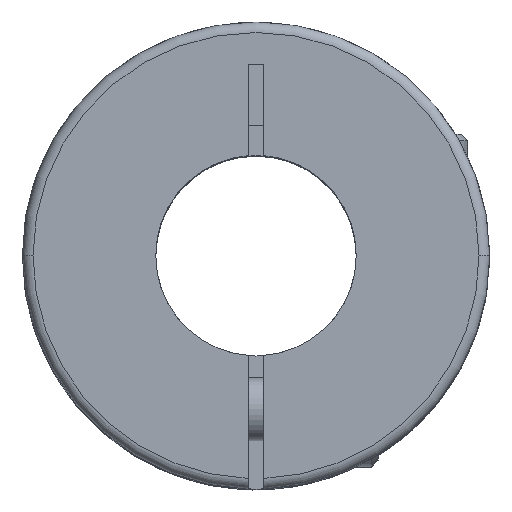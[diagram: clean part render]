
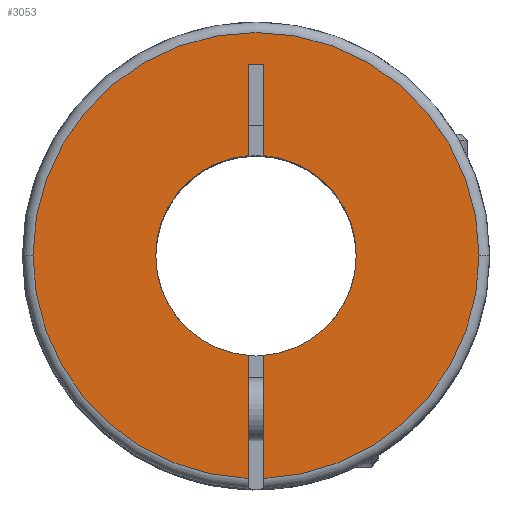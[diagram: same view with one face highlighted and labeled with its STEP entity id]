
A CAD part, top view. The second image highlights one B-rep face of the part: STEP entity #3053.
In plain terms, the highlighted planar face has unit normal (0, 0, 1).
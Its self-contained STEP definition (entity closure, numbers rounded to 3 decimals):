
#61 = CARTESIAN_POINT ( 'NONE',  ( -0.375, 9.1, 0. ) ) ;
#163 = DIRECTION ( 'NONE',  ( 0., -1., 0. ) ) ;
#168 = DIRECTION ( 'NONE',  ( 0., 1., 0. ) ) ;
#189 = DIRECTION ( 'NONE',  ( -1., 0., 0. ) ) ;
#223 = DIRECTION ( 'NONE',  ( 0., 1., 0. ) ) ;
#276 = EDGE_CURVE ( 'NONE', #896, #3557, #2208, .T. ) ;
#289 = DIRECTION ( 'NONE',  ( 0., 0., -1. ) ) ;
#307 = CIRCLE ( 'NONE', #1633, 4.763 ) ;
#332 = VERTEX_POINT ( 'NONE', #649 ) ;
#354 = ORIENTED_EDGE ( 'NONE', *, *, #2935, .F. ) ;
#398 = ORIENTED_EDGE ( 'NONE', *, *, #3598, .F. ) ;
#400 = CARTESIAN_POINT ( 'NONE',  ( -0.375, 9.1, 0. ) ) ;
#453 = EDGE_CURVE ( 'NONE', #2707, #2408, #1441, .T. ) ;
#504 = CARTESIAN_POINT ( 'NONE',  ( 0., 0., 0. ) ) ;
#564 = CARTESIAN_POINT ( 'NONE',  ( 0.375, 4.748, 0. ) ) ;
#610 = ORIENTED_EDGE ( 'NONE', *, *, #276, .F. ) ;
#649 = CARTESIAN_POINT ( 'NONE',  ( -0.375, -10.593, 0. ) ) ;
#745 = DIRECTION ( 'NONE',  ( -1., 0., 0. ) ) ;
#757 = EDGE_CURVE ( 'NONE', #332, #2969, #1881, .T. ) ;
#772 = DIRECTION ( 'NONE',  ( -1., 0., 0. ) ) ;
#816 = VERTEX_POINT ( 'NONE', #2470 ) ;
#826 = VERTEX_POINT ( 'NONE', #61 ) ;
#858 = CARTESIAN_POINT ( 'NONE',  ( 0.375, 9.1, 0. ) ) ;
#888 = CARTESIAN_POINT ( 'NONE',  ( -0.375, 9.1, 0. ) ) ;
#893 = VECTOR ( 'NONE', #3009, 1000. ) ;
#896 = VERTEX_POINT ( 'NONE', #1557 ) ;
#914 = DIRECTION ( 'NONE',  ( 0., -1., 0. ) ) ;
#1075 = CARTESIAN_POINT ( 'NONE',  ( 0.375, 9.1, 0. ) ) ;
#1118 = DIRECTION ( 'NONE',  ( 0., 0., -1. ) ) ;
#1152 = ORIENTED_EDGE ( 'NONE', *, *, #453, .T. ) ;
#1173 = EDGE_LOOP ( 'NONE', ( #3563, #398, #3402, #3413, #3832, #3848, #2029, #1152, #354, #610, #3367 ) ) ;
#1198 = DIRECTION ( 'NONE',  ( -1., 0., 0. ) ) ;
#1222 = DIRECTION ( 'NONE',  ( 0., 0., -1. ) ) ;
#1226 = EDGE_CURVE ( 'NONE', #2969, #896, #1303, .T. ) ;
#1303 = CIRCLE ( 'NONE', #1368, 10.6 ) ;
#1366 = DIRECTION ( 'NONE',  ( 0., 0., -1. ) ) ;
#1368 = AXIS2_PLACEMENT_3D ( 'NONE', #504, #289, #1493 ) ;
#1370 = CARTESIAN_POINT ( 'NONE',  ( -10.6, 0., 0. ) ) ;
#1441 = CIRCLE ( 'NONE', #2968, 4.763 ) ;
#1452 = EDGE_CURVE ( 'NONE', #3926, #826, #2522, .T. ) ;
#1484 = PLANE ( 'NONE',  #1778 ) ;
#1493 = DIRECTION ( 'NONE',  ( -1., 0., 0. ) ) ;
#1532 = CARTESIAN_POINT ( 'NONE',  ( 0., 0., 0. ) ) ;
#1557 = CARTESIAN_POINT ( 'NONE',  ( 10.6, 0., 0. ) ) ;
#1562 = EDGE_CURVE ( 'NONE', #2707, #3926, #2045, .T. ) ;
#1633 = AXIS2_PLACEMENT_3D ( 'NONE', #2889, #1118, #772 ) ;
#1650 = LINE ( 'NONE', #3122, #3876 ) ;
#1778 = AXIS2_PLACEMENT_3D ( 'NONE', #2694, #1222, #914 ) ;
#1881 = CIRCLE ( 'NONE', #2769, 10.6 ) ;
#2029 = ORIENTED_EDGE ( 'NONE', *, *, #1562, .F. ) ;
#2045 = LINE ( 'NONE', #2636, #2198 ) ;
#2073 = LINE ( 'NONE', #888, #893 ) ;
#2177 = VERTEX_POINT ( 'NONE', #2752 ) ;
#2198 = VECTOR ( 'NONE', #223, 1000. ) ;
#2208 = CIRCLE ( 'NONE', #3218, 10.6 ) ;
#2249 = CARTESIAN_POINT ( 'NONE',  ( 0., 0., 0. ) ) ;
#2310 = EDGE_CURVE ( 'NONE', #2177, #2710, #307, .T. ) ;
#2342 = CARTESIAN_POINT ( 'NONE',  ( -4.763, 0., 0. ) ) ;
#2346 = CIRCLE ( 'NONE', #3431, 4.763 ) ;
#2370 = DIRECTION ( 'NONE',  ( 0., 0., -1. ) ) ;
#2408 = VERTEX_POINT ( 'NONE', #2821 ) ;
#2470 = CARTESIAN_POINT ( 'NONE',  ( -0.375, 4.748, 0. ) ) ;
#2515 = DIRECTION ( 'NONE',  ( -1., 0., 0. ) ) ;
#2522 = LINE ( 'NONE', #1075, #3658 ) ;
#2636 = CARTESIAN_POINT ( 'NONE',  ( 0.375, -11.1, 0. ) ) ;
#2694 = CARTESIAN_POINT ( 'NONE',  ( 0., 0., 0. ) ) ;
#2707 = VERTEX_POINT ( 'NONE', #564 ) ;
#2710 = VERTEX_POINT ( 'NONE', #2342 ) ;
#2752 = CARTESIAN_POINT ( 'NONE',  ( -0.375, -4.748, 0. ) ) ;
#2769 = AXIS2_PLACEMENT_3D ( 'NONE', #3777, #1366, #2515 ) ;
#2821 = CARTESIAN_POINT ( 'NONE',  ( 0.375, -4.748, 0. ) ) ;
#2889 = CARTESIAN_POINT ( 'NONE',  ( 0., 0., 0. ) ) ;
#2935 = EDGE_CURVE ( 'NONE', #3557, #2408, #1650, .T. ) ;
#2968 = AXIS2_PLACEMENT_3D ( 'NONE', #2249, #3461, #745 ) ;
#2969 = VERTEX_POINT ( 'NONE', #1370 ) ;
#2998 = FACE_OUTER_BOUND ( 'NONE', #1173, .T. ) ;
#3009 = DIRECTION ( 'NONE',  ( 0., -1., 0. ) ) ;
#3053 = ADVANCED_FACE ( 'NONE', ( #2998 ), #1484, .F. ) ;
#3122 = CARTESIAN_POINT ( 'NONE',  ( 0.375, -11.1, 0. ) ) ;
#3218 = AXIS2_PLACEMENT_3D ( 'NONE', #1532, #3609, #1198 ) ;
#3299 = VECTOR ( 'NONE', #163, 1000. ) ;
#3356 = EDGE_CURVE ( 'NONE', #826, #816, #3474, .T. ) ;
#3367 = ORIENTED_EDGE ( 'NONE', *, *, #1226, .F. ) ;
#3402 = ORIENTED_EDGE ( 'NONE', *, *, #2310, .T. ) ;
#3413 = ORIENTED_EDGE ( 'NONE', *, *, #3573, .T. ) ;
#3431 = AXIS2_PLACEMENT_3D ( 'NONE', #3890, #2370, #3586 ) ;
#3461 = DIRECTION ( 'NONE',  ( 0., 0., -1. ) ) ;
#3474 = LINE ( 'NONE', #400, #3299 ) ;
#3557 = VERTEX_POINT ( 'NONE', #3645 ) ;
#3563 = ORIENTED_EDGE ( 'NONE', *, *, #757, .F. ) ;
#3573 = EDGE_CURVE ( 'NONE', #2710, #816, #2346, .T. ) ;
#3586 = DIRECTION ( 'NONE',  ( -1., 0., 0. ) ) ;
#3598 = EDGE_CURVE ( 'NONE', #2177, #332, #2073, .T. ) ;
#3609 = DIRECTION ( 'NONE',  ( 0., 0., -1. ) ) ;
#3645 = CARTESIAN_POINT ( 'NONE',  ( 0.375, -10.593, 0. ) ) ;
#3658 = VECTOR ( 'NONE', #189, 1000. ) ;
#3777 = CARTESIAN_POINT ( 'NONE',  ( 0., 0., 0. ) ) ;
#3832 = ORIENTED_EDGE ( 'NONE', *, *, #3356, .F. ) ;
#3848 = ORIENTED_EDGE ( 'NONE', *, *, #1452, .F. ) ;
#3876 = VECTOR ( 'NONE', #168, 1000. ) ;
#3890 = CARTESIAN_POINT ( 'NONE',  ( 0., 0., 0. ) ) ;
#3926 = VERTEX_POINT ( 'NONE', #858 ) ;
